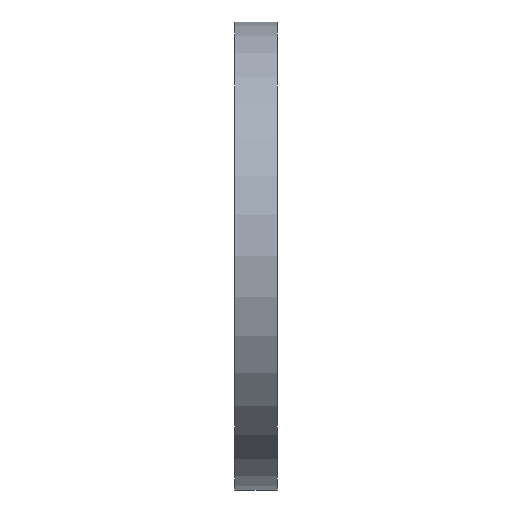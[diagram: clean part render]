
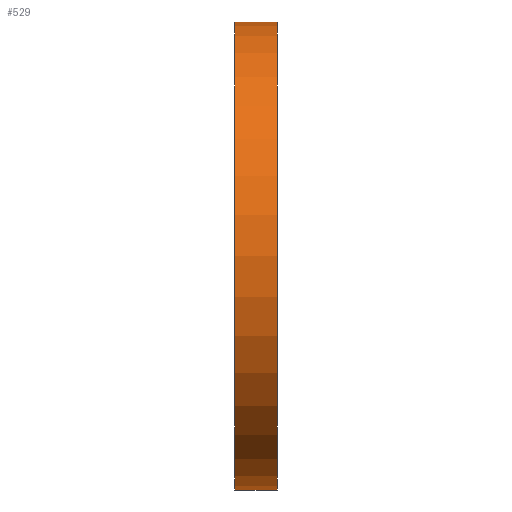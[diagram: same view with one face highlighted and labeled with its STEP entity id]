
A CAD part, left-side view. The second image highlights one B-rep face of the part: STEP entity #529.
In plain terms, the highlighted cylindrical face has radius 110 mm (diameter 220 mm), a partial arc.
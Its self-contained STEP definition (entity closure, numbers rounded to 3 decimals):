
#35 = EDGE_CURVE ( 'NONE', #219, #137, #684, .T. ) ;
#87 = DIRECTION ( 'NONE',  ( 0., 1., 0. ) ) ;
#88 = EDGE_CURVE ( 'NONE', #384, #219, #288, .T. ) ;
#126 = CARTESIAN_POINT ( 'NONE',  ( 0., 20., 0. ) ) ;
#134 = VERTEX_POINT ( 'NONE', #567 ) ;
#137 = VERTEX_POINT ( 'NONE', #627 ) ;
#139 = CYLINDRICAL_SURFACE ( 'NONE', #674, 110. ) ;
#164 = AXIS2_PLACEMENT_3D ( 'NONE', #518, #87, #852 ) ;
#165 = ORIENTED_EDGE ( 'NONE', *, *, #798, .T. ) ;
#214 = AXIS2_PLACEMENT_3D ( 'NONE', #126, #413, #682 ) ;
#219 = VERTEX_POINT ( 'NONE', #460 ) ;
#241 = CARTESIAN_POINT ( 'NONE',  ( 0., 34.695, 110. ) ) ;
#282 = ORIENTED_EDGE ( 'NONE', *, *, #676, .T. ) ;
#288 = LINE ( 'NONE', #363, #365 ) ;
#314 = ORIENTED_EDGE ( 'NONE', *, *, #35, .F. ) ;
#354 = DIRECTION ( 'NONE',  ( 0., 1., 0. ) ) ;
#363 = CARTESIAN_POINT ( 'NONE',  ( 0., 34.695, -110. ) ) ;
#365 = VECTOR ( 'NONE', #354, 1000. ) ;
#384 = VERTEX_POINT ( 'NONE', #871 ) ;
#413 = DIRECTION ( 'NONE',  ( 0., 1., 0. ) ) ;
#460 = CARTESIAN_POINT ( 'NONE',  ( 0., 20., -110. ) ) ;
#491 = CARTESIAN_POINT ( 'NONE',  ( 0., 34.695, 0. ) ) ;
#518 = CARTESIAN_POINT ( 'NONE',  ( 0., 0., 0. ) ) ;
#523 = DIRECTION ( 'NONE',  ( 0., 1., 0. ) ) ;
#529 = ADVANCED_FACE ( 'NONE', ( #637 ), #139, .T. ) ;
#549 = EDGE_LOOP ( 'NONE', ( #717, #282, #165, #314 ) ) ;
#561 = DIRECTION ( 'NONE',  ( 0., 0., 1. ) ) ;
#564 = CIRCLE ( 'NONE', #164, 110. ) ;
#567 = CARTESIAN_POINT ( 'NONE',  ( 0., 0., 110. ) ) ;
#597 = VECTOR ( 'NONE', #523, 1000. ) ;
#626 = DIRECTION ( 'NONE',  ( 0., 1., 0. ) ) ;
#627 = CARTESIAN_POINT ( 'NONE',  ( 0., 20., 110. ) ) ;
#637 = FACE_OUTER_BOUND ( 'NONE', #549, .T. ) ;
#674 = AXIS2_PLACEMENT_3D ( 'NONE', #491, #626, #561 ) ;
#676 = EDGE_CURVE ( 'NONE', #384, #134, #564, .T. ) ;
#682 = DIRECTION ( 'NONE',  ( 0., 0., 1. ) ) ;
#684 = CIRCLE ( 'NONE', #214, 110. ) ;
#717 = ORIENTED_EDGE ( 'NONE', *, *, #88, .F. ) ;
#798 = EDGE_CURVE ( 'NONE', #134, #137, #859, .T. ) ;
#852 = DIRECTION ( 'NONE',  ( 0., 0., 1. ) ) ;
#859 = LINE ( 'NONE', #241, #597 ) ;
#871 = CARTESIAN_POINT ( 'NONE',  ( 0., 0., -110. ) ) ;
